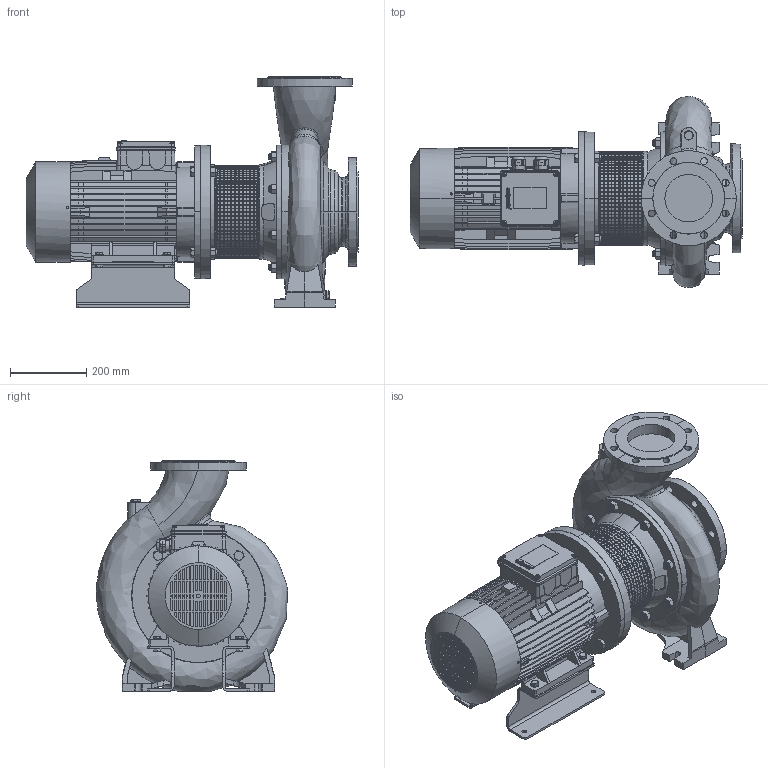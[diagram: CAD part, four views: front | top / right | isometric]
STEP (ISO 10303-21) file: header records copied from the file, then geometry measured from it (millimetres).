
FILE_DESCRIPTION (( 'STEP AP203' ), '1' );
FILE_NAME ('4_93_494_31_REV00.step', '2023-07-26T08:24:44', ( '' ), ( '' ), 'SwSTEP 2.0', 'SolidWorks 2020', '' );
FILE_SCHEMA (( 'CONFIG_CONTROL_DESIGN' ));
Length unit declared in the file: millimetre
Products named in the file (24): Copia di Dado_ingombro3D^Copia di Assieme_ingombro3D_Copia di 132M_CZ_Copia di 132M_B35_4_93_494_31_REV00; Copia di 1_67_002_132L_M32x1.5^Copia di 132M_CZ_Copia di 132M_B35_4_93_494_31_REV00; Copia di M10_10_5x21x2^4_93_494_31_REV00; Copia di Vite_TCB_M5x2000^Copia di 132M_CZ_Copia di 132M_B35_4_93_494_31_REV00; Copia di Tappo G 3_8^4_93_494_31_REV00; Copia di 1_66_070_semplificato^4_93_494_31_REV00; Copia di Dado_ingombro3D^Copia di Assieme_ingombro3D_1_Copia di 132M_CZ_Copia di 132M_B35_4_93_494_31_REV00; Copia di Assieme_ingombro3D^Copia di 132M_CZ_Copia di 132M_B35_4_93_494_31_REV00; Copia di 2_67_020^Copia di 132M_CZ_Copia di 132M_B35_4_93_494_31_REV00; Copia di Base_ingombro3D^Copia di Assieme_ingombro3D_1_Copia di 132M_CZ_Copia di 132M_B35_4_93_494_31_REV00; Copia di M10_UNI_5588_ingombro^4_93_494_31_REV00; Copia di 4_66_599_REV00_pelle^4_93_494_31_REV00; Copia di Assieme_ingombro3D_1^Copia di 132M_CZ_Copia di 132M_B35_4_93_494_31_REV00; Copia di 132M_B35^4_93_494_31_REV00; Copia di 2_67_016_semplificato^Copia di 132M_B35_4_93_494_31_REV00; Copia di 2_67_018^Copia di 132M_CZ_Copia di 132M_B35_4_93_494_31_REV00; Copia di M16x60_UNI_5739_ingombri3D^4_93_494_31_REV00; 4_93_494_31_REV00; Copia di M10x35_UNI_5739_ingombri3D^4_93_494_31_REV00; Copia di NM_98_REV00_69x118x298_DX-SX^4_93_494_31_REV00; Copia di 3_66_657_semplificato^4_93_494_31_REV00; Copia di M16x2_ingombro^4_93_494_31_REV00; Copia di 132M_CZ^Copia di 132M_B35_4_93_494_31_REV00; Copia di Base_ingombro3D^Copia di Assieme_ingombro3D_Copia di 132M_CZ_Copia di 132M_B35_4_93_494_31_REV00
Assembly tree (51 placements, depth 5):
  4_93_494_31_REV00
    Copia di 3_66_657_semplificato^4_93_494_31_REV00
    Copia di M16x2_ingombro^4_93_494_31_REV00  x12
    Copia di M16x60_UNI_5739_ingombri3D^4_93_494_31_REV00  x4
    Copia di M10x35_UNI_5739_ingombri3D^4_93_494_31_REV00  x4
    Copia di M10_10_5x21x2^4_93_494_31_REV00  x4
    Copia di M10_UNI_5588_ingombro^4_93_494_31_REV00  x4
    Copia di 4_66_599_REV00_pelle^4_93_494_31_REV00
    Copia di Tappo G 3_8^4_93_494_31_REV00  x2
    Copia di 132M_B35^4_93_494_31_REV00
      Copia di 132M_CZ^Copia di 132M_B35_4_93_494_31_REV00
        Copia di 1_67_002_132L_M32x1.5^Copia di 132M_CZ_Copia di 132M_B35_4_93_494_31_REV00
        Copia di 2_67_018^Copia di 132M_CZ_Copia di 132M_B35_4_93_494_31_REV00
        Copia di 2_67_020^Copia di 132M_CZ_Copia di 132M_B35_4_93_494_31_REV00
        Copia di Vite_TCB_M5x2000^Copia di 132M_CZ_Copia di 132M_B35_4_93_494_31_REV00  x4
        Copia di Assieme_ingombro3D^Copia di 132M_CZ_Copia di 132M_B35_4_93_494_31_REV00
          Copia di Base_ingombro3D^Copia di Assieme_ingombro3D_Copia di 132M_CZ_Copia di 132M_B35_4_93_494_31_REV00
          Copia di Dado_ingombro3D^Copia di Assieme_ingombro3D_Copia di 132M_CZ_Copia di 132M_B35_4_93_494_31_REV00
        Copia di Assieme_ingombro3D_1^Copia di 132M_CZ_Copia di 132M_B35_4_93_494_31_REV00
          Copia di Base_ingombro3D^Copia di Assieme_ingombro3D_1_Copia di 132M_CZ_Copia di 132M_B35_4_93_494_31_REV00
          Copia di Dado_ingombro3D^Copia di Assieme_ingombro3D_1_Copia di 132M_CZ_Copia di 132M_B35_4_93_494_31_REV00
      Copia di 2_67_016_semplificato^Copia di 132M_B35_4_93_494_31_REV00
    Copia di NM_98_REV00_69x118x298_DX-SX^4_93_494_31_REV00  x2
    Copia di 1_66_070_semplificato^4_93_494_31_REV00
Bounding box: 871.81 x 502.17 x 605 mm (x, y, z)
Volume: 63049721.1 mm3; surface area: 3125676.5 mm2
Topology: 46 solids, 47 shells, 3486 faces, 12772 edges, 9514 vertices
Faces by surface type: bspline 1582, plane 1376, cylinder 493, cone 23, torus 12
Entity records: 198419 total; most frequent: CARTESIAN_POINT 102784, ORIENTED_EDGE 19528, DIRECTION 15694, EDGE_CURVE 11471, VERTEX_POINT 8722, VECTOR 7776, LINE 7776, EDGE_LOOP 3960
